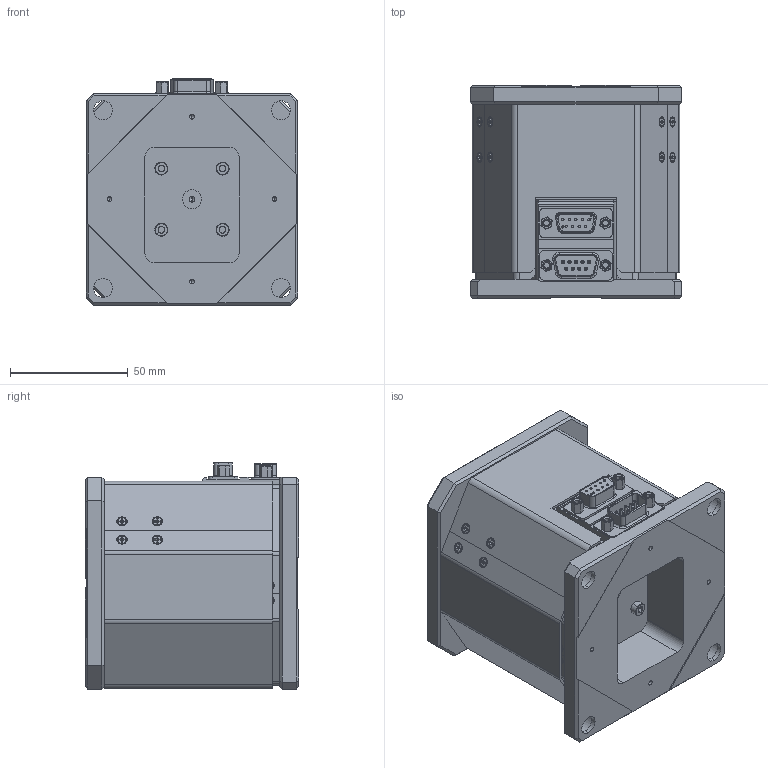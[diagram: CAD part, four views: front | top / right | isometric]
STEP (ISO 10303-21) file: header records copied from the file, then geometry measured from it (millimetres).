
FILE_DESCRIPTION (( 'STEP AP214' ), '1' );
FILE_NAME ('PZS-90-11216.STEP', '2013-10-28T22:55:17', ( '' ), ( '' ), 'SwSTEP 2.0', 'SolidWorks 2009', '' );
FILE_SCHEMA (( 'AUTOMOTIVE_DESIGN' ));
Length unit declared in the file: millimetre
Products named in the file (14): PZS-90-11216; 430578 PZS-90, CARRIAGE; 430577 PZS-90, BEARING MOUNT; 430576 PZS-90, BASE; 430580 PZS-90, INNER BACK ENCLOSURE; 430581 PZS-90, OUTER FRONT ENCLOSURE; 430582 PZS-90, OUTER BACK ENCLOSURE; SCREW, SHCS-S, M-DIN_M3 x 0.5 x 18mm; 430579 PZS-90, INNER FRONT ENCLOSURE; 110007-A Connector D-sub Female SC; SCREW, MS-PFH, M-DIN_M2 x 0.4 x 04mm; SCREW, SHCS-S, M-DIN_M3 x 0.5 x 08mm; 130008 D-sub Standoff; 110006-109 Connector D-sub Male SC
Assembly tree (43 placements, depth 2):
  PZS-90-11216
    SCREW, MS-PFH, M-DIN_M2 x 0.4 x 04mm  x18
    110007-A Connector D-sub Female SC
    430578 PZS-90, CARRIAGE
    130008 D-sub Standoff  x4
    430580 PZS-90, INNER BACK ENCLOSURE
    SCREW, SHCS-S, M-DIN_M3 x 0.5 x 18mm  x4
    430581 PZS-90, OUTER FRONT ENCLOSURE
    430579 PZS-90, INNER FRONT ENCLOSURE
    430577 PZS-90, BEARING MOUNT  x3
    110006-109 Connector D-sub Male SC
    SCREW, SHCS-S, M-DIN_M3 x 0.5 x 08mm  x6
    430576 PZS-90, BASE
    430582 PZS-90, OUTER BACK ENCLOSURE
Bounding box: 90 x 90.5 x 96.08 mm (x, y, z)
Volume: 315720.4 mm3; surface area: 168156.5 mm2
Topology: 43 solids, 43 shells, 2455 faces, 6287 edges, 3971 vertices
Faces by surface type: plane 972, cylinder 919, cone 412, torus 118, bspline 34
Entity records: 44602 total; most frequent: CARTESIAN_POINT 8862, DIRECTION 7040, ORIENTED_EDGE 6398, EDGE_CURVE 3199, AXIS2_PLACEMENT_3D 2678, VERTEX_POINT 2056, VECTOR 1684, LINE 1684
